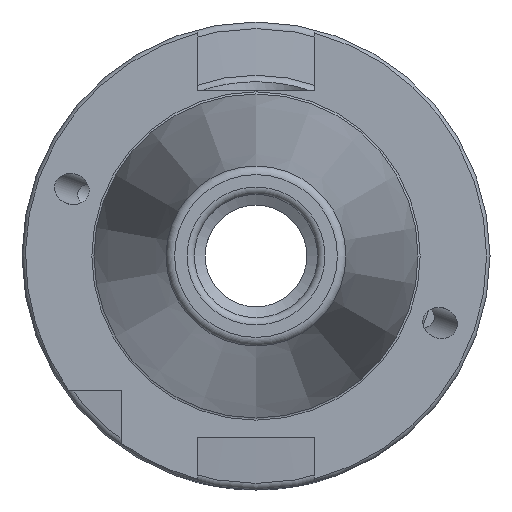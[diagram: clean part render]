
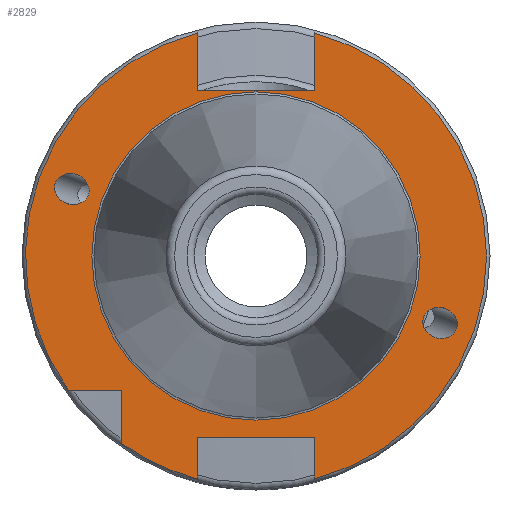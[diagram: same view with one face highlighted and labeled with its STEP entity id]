
A CAD part, left-side view. The second image highlights one B-rep face of the part: STEP entity #2829.
In plain terms, the highlighted planar face has unit normal (-1, 0, 0).
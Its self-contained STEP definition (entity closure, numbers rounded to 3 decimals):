
#968=CARTESIAN_POINT('',(3.2,-23.093,-8.405));
#969=VERTEX_POINT('',#968);
#970=CARTESIAN_POINT('',(3.2,-25.372,-9.235));
#971=DIRECTION('',(1.0,0.0,0.0));
#972=DIRECTION('',(0.0,-0.94,-0.342));
#973=AXIS2_PLACEMENT_3D('',#970,#971,#972);
#974=ELLIPSE('',#973,2.425,2.1);
#975=EDGE_CURVE('',#969,#969,#974,.T.);
#1005=CARTESIAN_POINT('',(3.2,23.093,8.405));
#1006=VERTEX_POINT('',#1005);
#1007=CARTESIAN_POINT('',(3.2,25.372,9.235));
#1008=DIRECTION('',(1.0,0.0,0.0));
#1009=DIRECTION('',(0.0,0.94,0.342));
#1010=AXIS2_PLACEMENT_3D('',#1007,#1008,#1009);
#1011=ELLIPSE('',#1010,2.425,2.1);
#1012=EDGE_CURVE('',#1006,#1006,#1011,.T.);
#1957=CARTESIAN_POINT('',(3.2,18.5,-18.5));
#1958=VERTEX_POINT('',#1957);
#1959=CARTESIAN_POINT('',(3.2,18.5,-25.834));
#1960=VERTEX_POINT('',#1959);
#1961=CARTESIAN_POINT('',(3.2,18.5,-18.5));
#1962=DIRECTION('',(0.0,0.0,-1.0));
#1963=VECTOR('',#1962,7.334);
#1964=LINE('',#1961,#1963);
#1965=EDGE_CURVE('',#1958,#1960,#1964,.T.);
#2080=CARTESIAN_POINT('',(3.2,25.834,-18.5));
#2081=VERTEX_POINT('',#2080);
#2082=CARTESIAN_POINT('',(3.2,25.834,-18.5));
#2083=DIRECTION('',(0.0,-1.0,0.0));
#2084=VECTOR('',#2083,7.334);
#2085=LINE('',#2082,#2084);
#2086=EDGE_CURVE('',#2081,#1958,#2085,.T.);
#2181=CARTESIAN_POINT('',(3.2,8.05,30.738));
#2182=VERTEX_POINT('',#2181);
#2183=CARTESIAN_POINT('',(3.2,0.0,0.));
#2184=DIRECTION('',(-1.0,0.0,0.));
#2185=DIRECTION('',(0.,0.0,1.0));
#2186=AXIS2_PLACEMENT_3D('',#2183,#2184,#2185);
#2187=CIRCLE('',#2186,31.775);
#2188=EDGE_CURVE('',#2182,#2081,#2187,.T.);
#2576=CARTESIAN_POINT('',(3.2,8.05,-25.0));
#2577=VERTEX_POINT('',#2576);
#2584=CARTESIAN_POINT('',(3.2,8.05,-30.738));
#2585=VERTEX_POINT('',#2584);
#2586=CARTESIAN_POINT('',(3.2,8.05,-30.738));
#2587=DIRECTION('',(0.0,0.0,1.0));
#2588=VECTOR('',#2587,5.738);
#2589=LINE('',#2586,#2588);
#2590=EDGE_CURVE('',#2585,#2577,#2589,.T.);
#2640=CARTESIAN_POINT('',(3.2,-8.05,-30.738));
#2641=VERTEX_POINT('',#2640);
#2648=CARTESIAN_POINT('',(3.2,-8.05,-25.0));
#2649=VERTEX_POINT('',#2648);
#2650=CARTESIAN_POINT('',(3.2,-8.05,-25.0));
#2651=DIRECTION('',(0.0,0.0,-1.0));
#2652=VECTOR('',#2651,5.738);
#2653=LINE('',#2650,#2652);
#2654=EDGE_CURVE('',#2649,#2641,#2653,.T.);
#2673=CARTESIAN_POINT('',(3.2,8.05,-25.0));
#2674=DIRECTION('',(0.0,-1.0,0.0));
#2675=VECTOR('',#2674,16.1);
#2676=LINE('',#2673,#2675);
#2677=EDGE_CURVE('',#2577,#2649,#2676,.T.);
#2761=CARTESIAN_POINT('',(3.2,0.0,27.233));
#2762=DIRECTION('',(-1.0,0.0,0.0));
#2763=DIRECTION('',(0.0,0.0,1.0));
#2764=AXIS2_PLACEMENT_3D('',#2761,#2762,#2763);
#2765=PLANE('',#2764);
#2766=ORIENTED_EDGE('',*,*,#1965,.T.);
#2767=CARTESIAN_POINT('',(3.2,0.0,0.));
#2768=DIRECTION('',(-1.0,0.0,0.));
#2769=DIRECTION('',(0.,0.0,1.0));
#2770=AXIS2_PLACEMENT_3D('',#2767,#2768,#2769);
#2771=CIRCLE('',#2770,31.775);
#2772=EDGE_CURVE('',#1960,#2585,#2771,.T.);
#2773=ORIENTED_EDGE('',*,*,#2772,.T.);
#2774=ORIENTED_EDGE('',*,*,#2590,.T.);
#2775=ORIENTED_EDGE('',*,*,#2677,.T.);
#2776=ORIENTED_EDGE('',*,*,#2654,.T.);
#2777=CARTESIAN_POINT('',(3.2,-8.05,30.738));
#2778=VERTEX_POINT('',#2777);
#2779=CARTESIAN_POINT('',(3.2,0.0,0.));
#2780=DIRECTION('',(-1.0,0.0,0.));
#2781=DIRECTION('',(0.,0.0,1.0));
#2782=AXIS2_PLACEMENT_3D('',#2779,#2780,#2781);
#2783=CIRCLE('',#2782,31.775);
#2784=EDGE_CURVE('',#2641,#2778,#2783,.T.);
#2785=ORIENTED_EDGE('',*,*,#2784,.T.);
#2786=CARTESIAN_POINT('',(3.2,-8.05,22.8));
#2787=VERTEX_POINT('',#2786);
#2788=CARTESIAN_POINT('',(3.2,-8.05,30.738));
#2789=DIRECTION('',(0.0,0.0,-1.0));
#2790=VECTOR('',#2789,7.938);
#2791=LINE('',#2788,#2790);
#2792=EDGE_CURVE('',#2778,#2787,#2791,.T.);
#2793=ORIENTED_EDGE('',*,*,#2792,.T.);
#2794=CARTESIAN_POINT('',(3.2,8.05,22.8));
#2795=VERTEX_POINT('',#2794);
#2796=CARTESIAN_POINT('',(3.2,-8.05,22.8));
#2797=DIRECTION('',(0.0,1.0,0.0));
#2798=VECTOR('',#2797,16.1);
#2799=LINE('',#2796,#2798);
#2800=EDGE_CURVE('',#2787,#2795,#2799,.T.);
#2801=ORIENTED_EDGE('',*,*,#2800,.T.);
#2802=CARTESIAN_POINT('',(3.2,8.05,22.8));
#2803=DIRECTION('',(0.0,0.0,1.0));
#2804=VECTOR('',#2803,7.938);
#2805=LINE('',#2802,#2804);
#2806=EDGE_CURVE('',#2795,#2182,#2805,.T.);
#2807=ORIENTED_EDGE('',*,*,#2806,.T.);
#2808=ORIENTED_EDGE('',*,*,#2188,.T.);
#2809=ORIENTED_EDGE('',*,*,#2086,.T.);
#2810=EDGE_LOOP('',(#2766,#2773,#2774,#2775,#2776,#2785,#2793,#2801,#2807,#2808,#2809));
#2811=FACE_OUTER_BOUND('',#2810,.T.);
#2812=ORIENTED_EDGE('',*,*,#975,.T.);
#2813=EDGE_LOOP('',(#2812));
#2814=FACE_BOUND('',#2813,.T.);
#2815=ORIENTED_EDGE('',*,*,#1012,.T.);
#2816=EDGE_LOOP('',(#2815));
#2817=FACE_BOUND('',#2816,.T.);
#2818=CARTESIAN_POINT('',(3.2,22.625,0.0));
#2819=VERTEX_POINT('',#2818);
#2820=CARTESIAN_POINT('',(3.2,0.0,0.0));
#2821=DIRECTION('',(-1.0,0.0,0.0));
#2822=DIRECTION('',(0.0,1.0,0.0));
#2823=AXIS2_PLACEMENT_3D('',#2820,#2821,#2822);
#2824=CIRCLE('',#2823,22.625);
#2825=EDGE_CURVE('',#2819,#2819,#2824,.T.);
#2826=ORIENTED_EDGE('',*,*,#2825,.F.);
#2827=EDGE_LOOP('',(#2826));
#2828=FACE_BOUND('',#2827,.T.);
#2829=ADVANCED_FACE('',(#2811,#2814,#2817,#2828),#2765,.T.);
